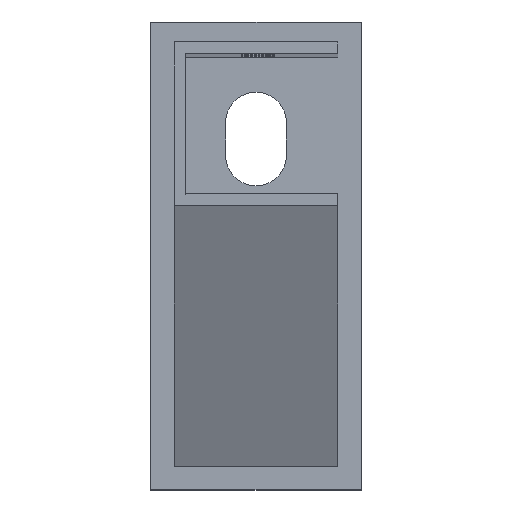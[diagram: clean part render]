
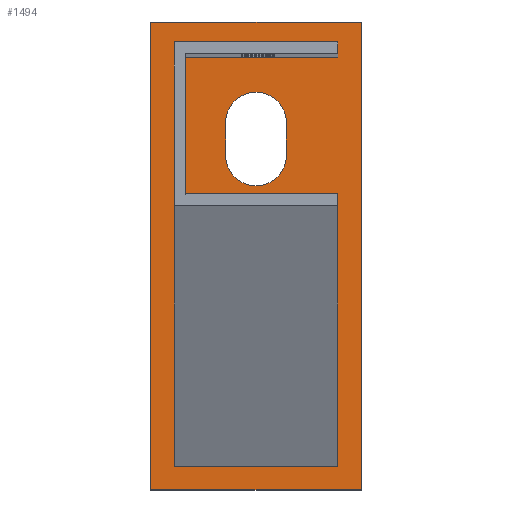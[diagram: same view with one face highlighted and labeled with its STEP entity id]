
A CAD part, top view. The second image highlights one B-rep face of the part: STEP entity #1494.
In plain terms, the highlighted planar face has unit normal (0, 0, 1).
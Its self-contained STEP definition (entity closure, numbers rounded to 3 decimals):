
#46 = EDGE_CURVE ( 'NONE', #969, #1344, #234, .T. ) ;
#60 = DIRECTION ( 'NONE',  ( -1., 0., 0. ) ) ;
#62 = ORIENTED_EDGE ( 'NONE', *, *, #46, .T. ) ;
#72 = VECTOR ( 'NONE', #2105, 1000. ) ;
#80 = CARTESIAN_POINT ( 'NONE',  ( 45., 100., 6. ) ) ;
#81 = EDGE_LOOP ( 'NONE', ( #1495, #1310, #104, #2387, #2275, #1071, #1333, #468 ) ) ;
#86 = CARTESIAN_POINT ( 'NONE',  ( 40., 5., 6. ) ) ;
#104 = ORIENTED_EDGE ( 'NONE', *, *, #2434, .F. ) ;
#105 = ORIENTED_EDGE ( 'NONE', *, *, #1836, .T. ) ;
#112 = LINE ( 'NONE', #740, #1077 ) ;
#113 = VERTEX_POINT ( 'NONE', #476 ) ;
#120 = ORIENTED_EDGE ( 'NONE', *, *, #1580, .T. ) ;
#154 = VECTOR ( 'NONE', #1340, 1000. ) ;
#182 = CARTESIAN_POINT ( 'NONE',  ( 7.5, 92.5, 6. ) ) ;
#208 = VERTEX_POINT ( 'NONE', #1489 ) ;
#216 = DIRECTION ( 'NONE',  ( 0., -1., 0. ) ) ;
#234 = LINE ( 'NONE', #380, #2345 ) ;
#281 = EDGE_CURVE ( 'NONE', #1344, #1284, #718, .T. ) ;
#332 = EDGE_CURVE ( 'NONE', #831, #683, #730, .T. ) ;
#336 = ORIENTED_EDGE ( 'NONE', *, *, #1040, .T. ) ;
#374 = CARTESIAN_POINT ( 'NONE',  ( 7.5, 7.5, 6. ) ) ;
#378 = CARTESIAN_POINT ( 'NONE',  ( 45., 0., 6. ) ) ;
#380 = CARTESIAN_POINT ( 'NONE',  ( 45., 100., 6. ) ) ;
#392 = VECTOR ( 'NONE', #2363, 1000. ) ;
#398 = CARTESIAN_POINT ( 'NONE',  ( 40., 7.5, 6. ) ) ;
#419 = LINE ( 'NONE', #2222, #2308 ) ;
#457 = EDGE_CURVE ( 'NONE', #2035, #113, #419, .T. ) ;
#468 = ORIENTED_EDGE ( 'NONE', *, *, #2542, .F. ) ;
#476 = CARTESIAN_POINT ( 'NONE',  ( 5., 5., 6. ) ) ;
#485 = CARTESIAN_POINT ( 'NONE',  ( 40., 95., 6. ) ) ;
#508 = CARTESIAN_POINT ( 'NONE',  ( 7.5, 92.5, 6. ) ) ;
#519 = VERTEX_POINT ( 'NONE', #86 ) ;
#540 = DIRECTION ( 'NONE',  ( 0., 1., 0. ) ) ;
#561 = CARTESIAN_POINT ( 'NONE',  ( 40., 5., 6. ) ) ;
#564 = DIRECTION ( 'NONE',  ( 0., 0., -1. ) ) ;
#654 = VECTOR ( 'NONE', #2147, 1000. ) ;
#683 = VERTEX_POINT ( 'NONE', #374 ) ;
#685 = EDGE_CURVE ( 'NONE', #2242, #208, #2391, .T. ) ;
#699 = DIRECTION ( 'NONE',  ( 0., 1., 0. ) ) ;
#701 = EDGE_CURVE ( 'NONE', #948, #2037, #963, .T. ) ;
#718 = LINE ( 'NONE', #1162, #1553 ) ;
#730 = LINE ( 'NONE', #1500, #2009 ) ;
#740 = CARTESIAN_POINT ( 'NONE',  ( 7.5, 92.5, 6. ) ) ;
#748 = DIRECTION ( 'NONE',  ( 0., -1., 0. ) ) ;
#752 = VECTOR ( 'NONE', #1572, 1000. ) ;
#768 = EDGE_CURVE ( 'NONE', #1284, #2068, #1720, .T. ) ;
#786 = CARTESIAN_POINT ( 'NONE',  ( 29., 71.5, 6. ) ) ;
#803 = CARTESIAN_POINT ( 'NONE',  ( 0., 0., 6. ) ) ;
#814 = DIRECTION ( 'NONE',  ( -1., 0., 0. ) ) ;
#817 = DIRECTION ( 'NONE',  ( 0., 1., 0. ) ) ;
#831 = VERTEX_POINT ( 'NONE', #398 ) ;
#866 = CARTESIAN_POINT ( 'NONE',  ( 22.5, 78.5, 6. ) ) ;
#872 = CARTESIAN_POINT ( 'NONE',  ( 5., 95., 6. ) ) ;
#907 = VECTOR ( 'NONE', #1551, 1000. ) ;
#924 = DIRECTION ( 'NONE',  ( 1., 0., 0. ) ) ;
#938 = DIRECTION ( 'NONE',  ( -1., 0., 0. ) ) ;
#948 = VERTEX_POINT ( 'NONE', #508 ) ;
#961 = LINE ( 'NONE', #1503, #907 ) ;
#963 = LINE ( 'NONE', #182, #154 ) ;
#969 = VERTEX_POINT ( 'NONE', #1866 ) ;
#995 = EDGE_CURVE ( 'NONE', #2331, #1017, #1521, .T. ) ;
#1017 = VERTEX_POINT ( 'NONE', #1363 ) ;
#1040 = EDGE_CURVE ( 'NONE', #1017, #2242, #961, .T. ) ;
#1057 = EDGE_CURVE ( 'NONE', #113, #519, #1741, .T. ) ;
#1071 = ORIENTED_EDGE ( 'NONE', *, *, #1724, .F. ) ;
#1077 = VECTOR ( 'NONE', #540, 1000. ) ;
#1088 = CARTESIAN_POINT ( 'NONE',  ( 40., 95., 6. ) ) ;
#1159 = CARTESIAN_POINT ( 'NONE',  ( 22.5, 71.5, 6. ) ) ;
#1162 = CARTESIAN_POINT ( 'NONE',  ( 0., 100., 6. ) ) ;
#1174 = FACE_BOUND ( 'NONE', #81, .T. ) ;
#1236 = EDGE_LOOP ( 'NONE', ( #105, #62, #2385, #2509 ) ) ;
#1263 = CARTESIAN_POINT ( 'NONE',  ( 0., 0., 6. ) ) ;
#1279 = AXIS2_PLACEMENT_3D ( 'NONE', #803, #1398, #814 ) ;
#1284 = VERTEX_POINT ( 'NONE', #2444 ) ;
#1310 = ORIENTED_EDGE ( 'NONE', *, *, #457, .F. ) ;
#1329 = CARTESIAN_POINT ( 'NONE',  ( 0., 0., 6. ) ) ;
#1333 = ORIENTED_EDGE ( 'NONE', *, *, #332, .F. ) ;
#1340 = DIRECTION ( 'NONE',  ( 1., 0., 0. ) ) ;
#1344 = VERTEX_POINT ( 'NONE', #80 ) ;
#1358 = VECTOR ( 'NONE', #924, 1000. ) ;
#1363 = CARTESIAN_POINT ( 'NONE',  ( 29., 78.5, 6. ) ) ;
#1371 = FACE_BOUND ( 'NONE', #1405, .T. ) ;
#1382 = PLANE ( 'NONE',  #1279 ) ;
#1398 = DIRECTION ( 'NONE',  ( 0., 0., -1. ) ) ;
#1405 = EDGE_LOOP ( 'NONE', ( #120, #1512, #336, #2023 ) ) ;
#1489 = CARTESIAN_POINT ( 'NONE',  ( 16., 71.5, 6. ) ) ;
#1494 = ADVANCED_FACE ( 'NONE', ( #1371, #1174, #2554 ), #1382, .F. ) ;
#1495 = ORIENTED_EDGE ( 'NONE', *, *, #1057, .F. ) ;
#1500 = CARTESIAN_POINT ( 'NONE',  ( 7.5, 7.5, 6. ) ) ;
#1503 = CARTESIAN_POINT ( 'NONE',  ( 29., 0., 6. ) ) ;
#1507 = LINE ( 'NONE', #1088, #72 ) ;
#1512 = ORIENTED_EDGE ( 'NONE', *, *, #995, .T. ) ;
#1514 = CARTESIAN_POINT ( 'NONE',  ( 5., 5., 6. ) ) ;
#1521 = CIRCLE ( 'NONE', #2315, 6.5 ) ;
#1551 = DIRECTION ( 'NONE',  ( 0., -1., 0. ) ) ;
#1553 = VECTOR ( 'NONE', #1761, 1000. ) ;
#1572 = DIRECTION ( 'NONE',  ( 1., 0., 0. ) ) ;
#1580 = EDGE_CURVE ( 'NONE', #208, #2331, #1674, .T. ) ;
#1587 = LINE ( 'NONE', #561, #654 ) ;
#1608 = CARTESIAN_POINT ( 'NONE',  ( 5., 95., 6. ) ) ;
#1646 = DIRECTION ( 'NONE',  ( 0., 0., -1. ) ) ;
#1674 = LINE ( 'NONE', #2463, #2568 ) ;
#1682 = VECTOR ( 'NONE', #748, 1000. ) ;
#1720 = LINE ( 'NONE', #1329, #1682 ) ;
#1724 = EDGE_CURVE ( 'NONE', #683, #948, #112, .T. ) ;
#1741 = LINE ( 'NONE', #1514, #1358 ) ;
#1761 = DIRECTION ( 'NONE',  ( -1., 0., 0. ) ) ;
#1798 = LINE ( 'NONE', #1608, #392 ) ;
#1836 = EDGE_CURVE ( 'NONE', #2068, #969, #2154, .T. ) ;
#1866 = CARTESIAN_POINT ( 'NONE',  ( 45., 0., 6. ) ) ;
#2009 = VECTOR ( 'NONE', #60, 1000. ) ;
#2023 = ORIENTED_EDGE ( 'NONE', *, *, #685, .T. ) ;
#2035 = VERTEX_POINT ( 'NONE', #872 ) ;
#2037 = VERTEX_POINT ( 'NONE', #2450 ) ;
#2068 = VERTEX_POINT ( 'NONE', #1263 ) ;
#2096 = AXIS2_PLACEMENT_3D ( 'NONE', #1159, #564, #938 ) ;
#2105 = DIRECTION ( 'NONE',  ( 0., 1., 0. ) ) ;
#2115 = CARTESIAN_POINT ( 'NONE',  ( 16., 78.5, 6. ) ) ;
#2120 = EDGE_CURVE ( 'NONE', #2037, #2130, #1507, .T. ) ;
#2130 = VERTEX_POINT ( 'NONE', #485 ) ;
#2147 = DIRECTION ( 'NONE',  ( 0., 1., 0. ) ) ;
#2154 = LINE ( 'NONE', #378, #752 ) ;
#2222 = CARTESIAN_POINT ( 'NONE',  ( 5., 95., 6. ) ) ;
#2242 = VERTEX_POINT ( 'NONE', #786 ) ;
#2275 = ORIENTED_EDGE ( 'NONE', *, *, #701, .F. ) ;
#2308 = VECTOR ( 'NONE', #216, 1000. ) ;
#2315 = AXIS2_PLACEMENT_3D ( 'NONE', #866, #1646, #2447 ) ;
#2331 = VERTEX_POINT ( 'NONE', #2115 ) ;
#2345 = VECTOR ( 'NONE', #817, 1000. ) ;
#2363 = DIRECTION ( 'NONE',  ( -1., 0., 0. ) ) ;
#2385 = ORIENTED_EDGE ( 'NONE', *, *, #281, .T. ) ;
#2387 = ORIENTED_EDGE ( 'NONE', *, *, #2120, .F. ) ;
#2391 = CIRCLE ( 'NONE', #2096, 6.5 ) ;
#2434 = EDGE_CURVE ( 'NONE', #2130, #2035, #1798, .T. ) ;
#2444 = CARTESIAN_POINT ( 'NONE',  ( 0., 100., 6. ) ) ;
#2447 = DIRECTION ( 'NONE',  ( -1., 0., 0. ) ) ;
#2450 = CARTESIAN_POINT ( 'NONE',  ( 40., 92.5, 6. ) ) ;
#2463 = CARTESIAN_POINT ( 'NONE',  ( 16., 0., 6. ) ) ;
#2509 = ORIENTED_EDGE ( 'NONE', *, *, #768, .T. ) ;
#2542 = EDGE_CURVE ( 'NONE', #519, #831, #1587, .T. ) ;
#2554 = FACE_OUTER_BOUND ( 'NONE', #1236, .T. ) ;
#2568 = VECTOR ( 'NONE', #699, 1000. ) ;
